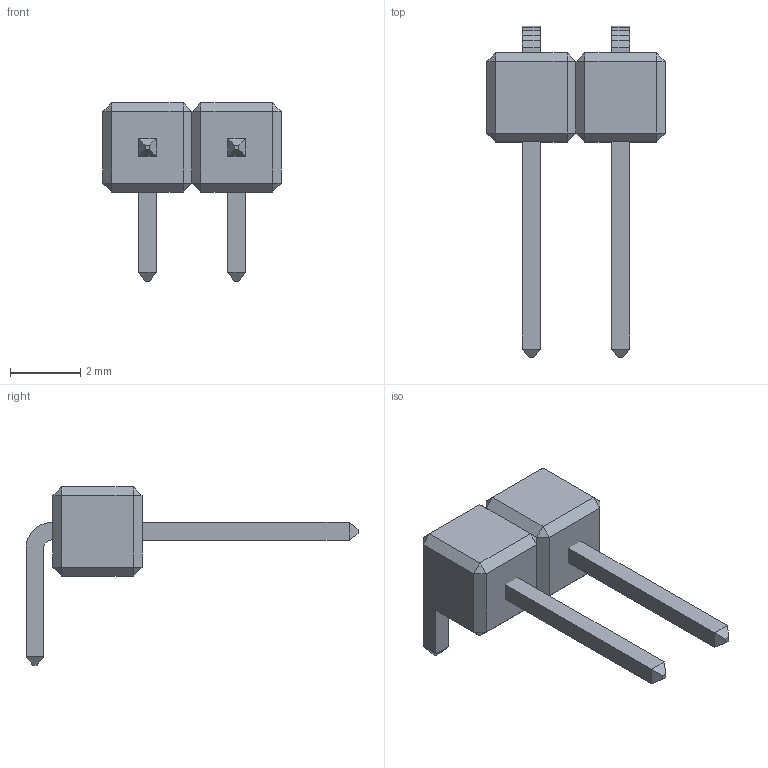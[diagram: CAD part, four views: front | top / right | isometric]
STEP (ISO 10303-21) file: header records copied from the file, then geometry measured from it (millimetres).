
FILE_DESCRIPTION(('STEP AP203'), '1');
FILE_NAME('User Library-PLS-2R', '2023-02-21T06:11:04', (''), (''), 'ASCON STEP Converter 1.3', 'ASCON Math Kernel', '');
FILE_SCHEMA(('CONFIG_CONTROL_DESIGN'));
Length unit declared in the file: millimetre
Products named in the file (1): 19
Bounding box: 5.08 x 9.45 x 5.08 mm (x, y, z)
Volume: 6.5 mm3; surface area: 115.5 mm2
Topology: 2 solids, 6 shells, 107 faces, 244 edges, 144 vertices
Faces by surface type: plane 107
Entity records: 3356 total; most frequent: CARTESIAN_POINT 496, ORIENTED_EDGE 468, DIRECTION 460, EDGE_CURVE 244, LINE 244, VECTOR 244, VERTEX_POINT 144, AXIS2_PLACEMENT_3D 108
